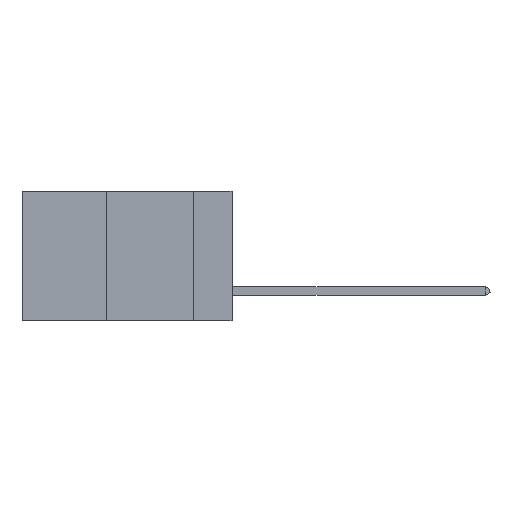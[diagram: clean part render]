
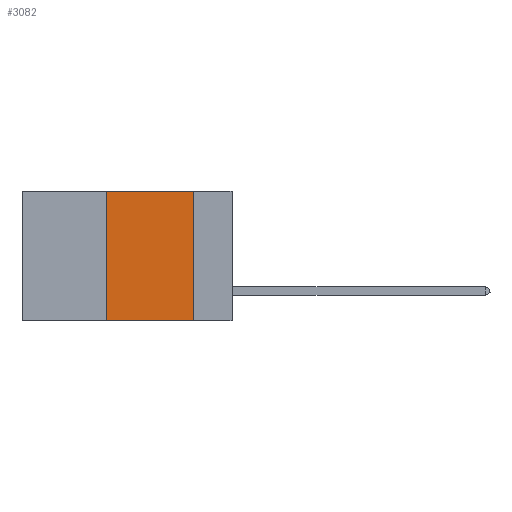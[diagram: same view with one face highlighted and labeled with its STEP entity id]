
A CAD part, left-side view. The second image highlights one B-rep face of the part: STEP entity #3082.
In plain terms, the highlighted planar face has unit normal (-1, 0, 0).
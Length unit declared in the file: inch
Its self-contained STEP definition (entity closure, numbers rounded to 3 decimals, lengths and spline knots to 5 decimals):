
#39 = VERTEX_POINT ( 'NONE', #6391 ) ;
#269 = DIRECTION ( 'NONE',  ( 1., 0., 0. ) ) ;
#1369 = VERTEX_POINT ( 'NONE', #10620 ) ;
#1893 = ORIENTED_EDGE ( 'NONE', *, *, #8245, .T. ) ;
#1955 = PLANE ( 'NONE',  #9372 ) ;
#2275 = LINE ( 'NONE', #10017, #8567 ) ;
#2823 = ORIENTED_EDGE ( 'NONE', *, *, #11281, .F. ) ;
#3082 = ADVANCED_FACE ( 'NONE', ( #4025 ), #1955, .F. ) ;
#3336 = VECTOR ( 'NONE', #7996, 39.37008 ) ;
#3418 = EDGE_CURVE ( 'NONE', #39, #1369, #4701, .T. ) ;
#3449 = ORIENTED_EDGE ( 'NONE', *, *, #3687, .F. ) ;
#3468 = LINE ( 'NONE', #9283, #6459 ) ;
#3687 = EDGE_CURVE ( 'NONE', #9554, #10435, #5919, .T. ) ;
#3884 = EDGE_LOOP ( 'NONE', ( #5347, #2823, #3449, #1893 ) ) ;
#4025 = FACE_OUTER_BOUND ( 'NONE', #3884, .T. ) ;
#4273 = DIRECTION ( 'NONE',  ( 0., 0., -1. ) ) ;
#4701 = LINE ( 'NONE', #9408, #9438 ) ;
#4769 = DIRECTION ( 'NONE',  ( 0., -1., 0. ) ) ;
#5347 = ORIENTED_EDGE ( 'NONE', *, *, #3418, .F. ) ;
#5919 = LINE ( 'NONE', #7155, #3336 ) ;
#6391 = CARTESIAN_POINT ( 'NONE',  ( 0., 0.11, 0. ) ) ;
#6459 = VECTOR ( 'NONE', #4769, 39.37008 ) ;
#7155 = CARTESIAN_POINT ( 'NONE',  ( 0., 0.36, 0. ) ) ;
#7806 = CARTESIAN_POINT ( 'NONE',  ( 0., 0.36, 0. ) ) ;
#7996 = DIRECTION ( 'NONE',  ( 0., 0., 1. ) ) ;
#8245 = EDGE_CURVE ( 'NONE', #9554, #1369, #2275, .T. ) ;
#8567 = VECTOR ( 'NONE', #10126, 39.37008 ) ;
#8945 = CARTESIAN_POINT ( 'NONE',  ( 0., 0.6, 0. ) ) ;
#9283 = CARTESIAN_POINT ( 'NONE',  ( 0., 0.6, 0. ) ) ;
#9372 = AXIS2_PLACEMENT_3D ( 'NONE', #8945, #269, #9834 ) ;
#9408 = CARTESIAN_POINT ( 'NONE',  ( 0., 0.11, 0. ) ) ;
#9438 = VECTOR ( 'NONE', #4273, 39.37008 ) ;
#9480 = CARTESIAN_POINT ( 'NONE',  ( 0., 0.36, -0.37 ) ) ;
#9554 = VERTEX_POINT ( 'NONE', #9480 ) ;
#9834 = DIRECTION ( 'NONE',  ( 0., 0., -1. ) ) ;
#10017 = CARTESIAN_POINT ( 'NONE',  ( 0., 0.6, -0.37 ) ) ;
#10126 = DIRECTION ( 'NONE',  ( 0., -1., 0. ) ) ;
#10435 = VERTEX_POINT ( 'NONE', #7806 ) ;
#10620 = CARTESIAN_POINT ( 'NONE',  ( 0., 0.11, -0.37 ) ) ;
#11281 = EDGE_CURVE ( 'NONE', #10435, #39, #3468, .T. ) ;
